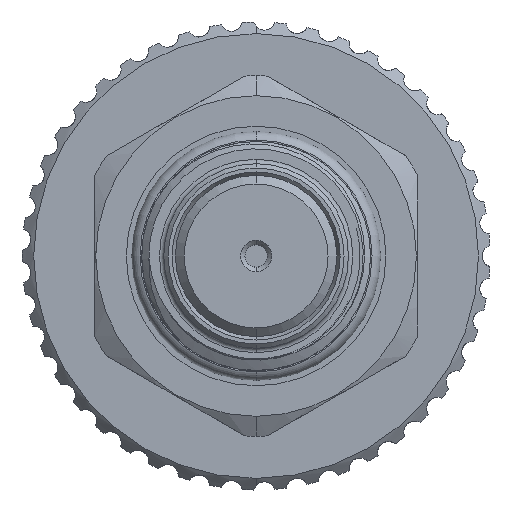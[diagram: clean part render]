
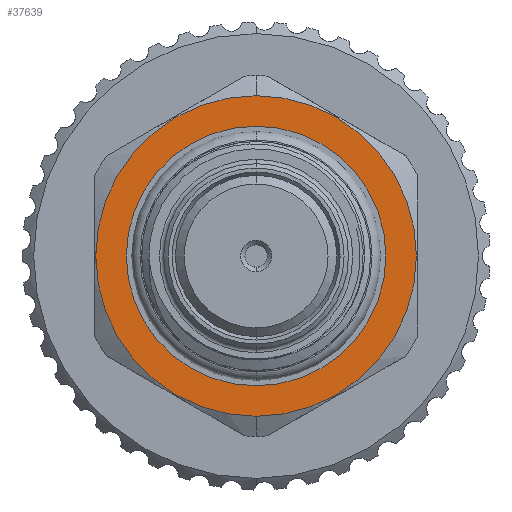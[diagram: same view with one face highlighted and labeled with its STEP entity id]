
A CAD part, left-side view. The second image highlights one B-rep face of the part: STEP entity #37639.
In plain terms, the highlighted planar face has unit normal (-1, 0, 0).
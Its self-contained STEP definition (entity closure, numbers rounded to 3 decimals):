
#229 = EDGE_LOOP ( 'NONE', ( #5949, #41812 ) ) ;
#1912 = DIRECTION ( 'NONE',  ( 0., 0., 1. ) ) ;
#2909 = AXIS2_PLACEMENT_3D ( 'NONE', #9615, #45760, #55636 ) ;
#3049 = CARTESIAN_POINT ( 'NONE',  ( 14.93, 0., 11.03 ) ) ;
#4172 = CARTESIAN_POINT ( 'NONE',  ( 14.93, 0., 0. ) ) ;
#4199 = CIRCLE ( 'NONE', #49085, 11.03 ) ;
#4346 = PLANE ( 'NONE',  #2909 ) ;
#5949 = ORIENTED_EDGE ( 'NONE', *, *, #42403, .T. ) ;
#6873 = FACE_BOUND ( 'NONE', #49139, .T. ) ;
#8859 = AXIS2_PLACEMENT_3D ( 'NONE', #11650, #43715, #1912 ) ;
#9615 = CARTESIAN_POINT ( 'NONE',  ( 14.93, 8.93, 0. ) ) ;
#11650 = CARTESIAN_POINT ( 'NONE',  ( 14.93, 0., 0. ) ) ;
#13823 = AXIS2_PLACEMENT_3D ( 'NONE', #16433, #25483, #57791 ) ;
#14584 = VERTEX_POINT ( 'NONE', #35913 ) ;
#16433 = CARTESIAN_POINT ( 'NONE',  ( 14.93, 0., 0. ) ) ;
#17926 = EDGE_CURVE ( 'NONE', #24261, #21391, #4199, .T. ) ;
#18538 = DIRECTION ( 'NONE',  ( -1., 0., 0. ) ) ;
#21391 = VERTEX_POINT ( 'NONE', #23866 ) ;
#22896 = FACE_OUTER_BOUND ( 'NONE', #229, .T. ) ;
#23866 = CARTESIAN_POINT ( 'NONE',  ( 14.93, 0., -11.03 ) ) ;
#24261 = VERTEX_POINT ( 'NONE', #3049 ) ;
#25483 = DIRECTION ( 'NONE',  ( -1., 0., 0. ) ) ;
#27527 = DIRECTION ( 'NONE',  ( -1., 0., 0. ) ) ;
#30716 = CARTESIAN_POINT ( 'NONE',  ( 14.93, 0., 8.93 ) ) ;
#32181 = DIRECTION ( 'NONE',  ( 0., 0., 1. ) ) ;
#35594 = CIRCLE ( 'NONE', #8859, 11.03 ) ;
#35913 = CARTESIAN_POINT ( 'NONE',  ( 14.93, 0., -8.93 ) ) ;
#37639 = ADVANCED_FACE ( 'NONE', ( #6873, #22896 ), #4346, .F. ) ;
#37699 = EDGE_CURVE ( 'NONE', #44599, #14584, #37921, .T. ) ;
#37921 = CIRCLE ( 'NONE', #53591, 8.93 ) ;
#38679 = EDGE_CURVE ( 'NONE', #14584, #44599, #44476, .T. ) ;
#39204 = ORIENTED_EDGE ( 'NONE', *, *, #38679, .F. ) ;
#41812 = ORIENTED_EDGE ( 'NONE', *, *, #17926, .T. ) ;
#42403 = EDGE_CURVE ( 'NONE', #21391, #24261, #35594, .T. ) ;
#43715 = DIRECTION ( 'NONE',  ( -1., 0., 0. ) ) ;
#44476 = CIRCLE ( 'NONE', #13823, 8.93 ) ;
#44599 = VERTEX_POINT ( 'NONE', #30716 ) ;
#45760 = DIRECTION ( 'NONE',  ( 1., 0., 0. ) ) ;
#46383 = DIRECTION ( 'NONE',  ( 0., 0., 1. ) ) ;
#46839 = ORIENTED_EDGE ( 'NONE', *, *, #37699, .F. ) ;
#49085 = AXIS2_PLACEMENT_3D ( 'NONE', #4172, #18538, #46383 ) ;
#49139 = EDGE_LOOP ( 'NONE', ( #46839, #39204 ) ) ;
#53591 = AXIS2_PLACEMENT_3D ( 'NONE', #55240, #27527, #32181 ) ;
#55240 = CARTESIAN_POINT ( 'NONE',  ( 14.93, 0., 0. ) ) ;
#55636 = DIRECTION ( 'NONE',  ( 0., 0., -1. ) ) ;
#57791 = DIRECTION ( 'NONE',  ( 0., 0., 1. ) ) ;
